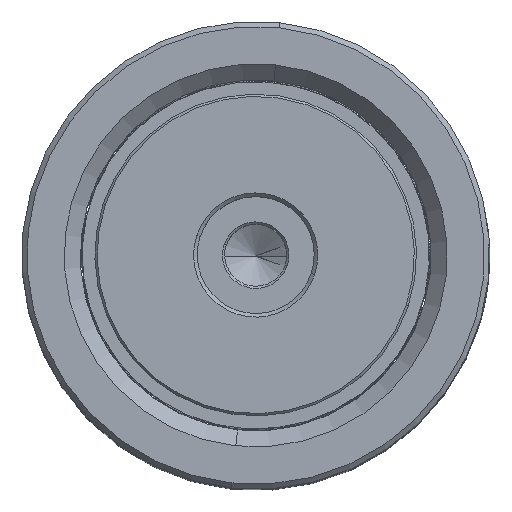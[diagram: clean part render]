
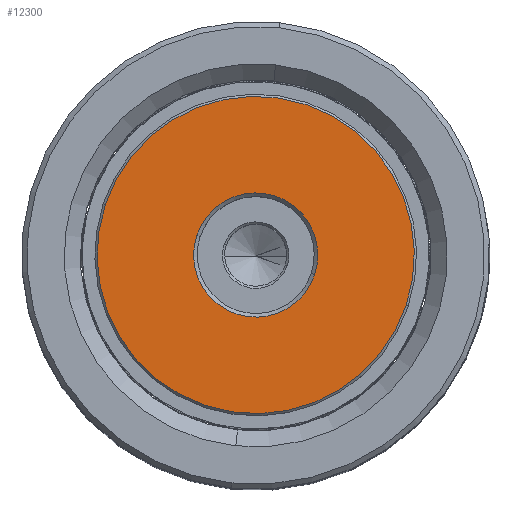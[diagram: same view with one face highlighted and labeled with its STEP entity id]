
A CAD part, top view. The second image highlights one B-rep face of the part: STEP entity #12300.
In plain terms, the highlighted face is planar.
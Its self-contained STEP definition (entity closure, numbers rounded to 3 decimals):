
#1076 = DIRECTION ( 'NONE',  ( 1., 0., 0. ) ) ;
#1307 = ORIENTED_EDGE ( 'NONE', *, *, #33924, .T. ) ;
#1875 = CARTESIAN_POINT ( 'NONE',  ( -8.5, 0., 0. ) ) ;
#2268 = CIRCLE ( 'NONE', #38977, 8.5 ) ;
#2470 = AXIS2_PLACEMENT_3D ( 'NONE', #5909, #25854, #12170 ) ;
#2527 = CIRCLE ( 'NONE', #30601, 21.7 ) ;
#3030 = VERTEX_POINT ( 'NONE', #11921 ) ;
#3297 = VERTEX_POINT ( 'NONE', #26600 ) ;
#3802 = FACE_BOUND ( 'NONE', #33153, .T. ) ;
#5909 = CARTESIAN_POINT ( 'NONE',  ( 0., 0., 0. ) ) ;
#8394 = VERTEX_POINT ( 'NONE', #1875 ) ;
#10413 = VERTEX_POINT ( 'NONE', #29746 ) ;
#10611 = FACE_OUTER_BOUND ( 'NONE', #20293, .T. ) ;
#10819 = DIRECTION ( 'NONE',  ( 0., 0., 1. ) ) ;
#11921 = CARTESIAN_POINT ( 'NONE',  ( 21.7, 0., 0. ) ) ;
#12170 = DIRECTION ( 'NONE',  ( 1., 0., 0. ) ) ;
#12300 = ADVANCED_FACE ( 'NONE', ( #10611, #3802 ), #30943, .F. ) ;
#12503 = DIRECTION ( 'NONE',  ( 1., 0., 0. ) ) ;
#13330 = CARTESIAN_POINT ( 'NONE',  ( 0., 0., 0. ) ) ;
#16527 = DIRECTION ( 'NONE',  ( 1., 0., 0. ) ) ;
#17563 = ORIENTED_EDGE ( 'NONE', *, *, #27775, .T. ) ;
#20293 = EDGE_LOOP ( 'NONE', ( #34740, #42019 ) ) ;
#21067 = CARTESIAN_POINT ( 'NONE',  ( 0., 0., 0. ) ) ;
#23127 = EDGE_CURVE ( 'NONE', #10413, #3030, #37834, .T. ) ;
#24057 = CARTESIAN_POINT ( 'NONE',  ( 0., 0., 0. ) ) ;
#24607 = AXIS2_PLACEMENT_3D ( 'NONE', #24057, #10819, #34305 ) ;
#25854 = DIRECTION ( 'NONE',  ( 0., 0., 1. ) ) ;
#26600 = CARTESIAN_POINT ( 'NONE',  ( 8.5, 0., 0. ) ) ;
#26649 = AXIS2_PLACEMENT_3D ( 'NONE', #21067, #37763, #1076 ) ;
#27775 = EDGE_CURVE ( 'NONE', #8394, #3297, #34760, .T. ) ;
#29746 = CARTESIAN_POINT ( 'NONE',  ( -21.7, 0., 0. ) ) ;
#30601 = AXIS2_PLACEMENT_3D ( 'NONE', #42481, #32498, #12503 ) ;
#30943 = PLANE ( 'NONE',  #24607 ) ;
#32498 = DIRECTION ( 'NONE',  ( 0., 0., -1. ) ) ;
#33153 = EDGE_LOOP ( 'NONE', ( #17563, #1307 ) ) ;
#33924 = EDGE_CURVE ( 'NONE', #3297, #8394, #2268, .T. ) ;
#34305 = DIRECTION ( 'NONE',  ( 1., 0., 0. ) ) ;
#34740 = ORIENTED_EDGE ( 'NONE', *, *, #37289, .T. ) ;
#34760 = CIRCLE ( 'NONE', #2470, 8.5 ) ;
#36551 = DIRECTION ( 'NONE',  ( 0., 0., 1. ) ) ;
#37289 = EDGE_CURVE ( 'NONE', #3030, #10413, #2527, .T. ) ;
#37763 = DIRECTION ( 'NONE',  ( 0., 0., -1. ) ) ;
#37834 = CIRCLE ( 'NONE', #26649, 21.7 ) ;
#38977 = AXIS2_PLACEMENT_3D ( 'NONE', #13330, #36551, #16527 ) ;
#42019 = ORIENTED_EDGE ( 'NONE', *, *, #23127, .T. ) ;
#42481 = CARTESIAN_POINT ( 'NONE',  ( 0., 0., 0. ) ) ;
